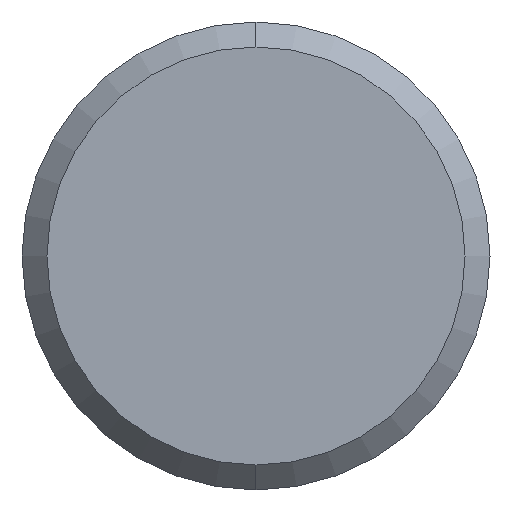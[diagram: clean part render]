
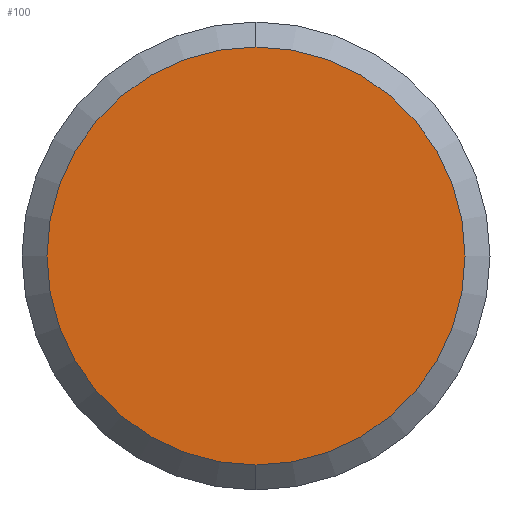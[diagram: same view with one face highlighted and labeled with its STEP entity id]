
A CAD part, left-side view. The second image highlights one B-rep face of the part: STEP entity #100.
In plain terms, the highlighted planar face has unit normal (-1, 0, 0).
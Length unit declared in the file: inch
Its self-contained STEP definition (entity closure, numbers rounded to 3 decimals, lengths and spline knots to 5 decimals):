
#11 = ORIENTED_EDGE ( 'NONE', *, *, #104, .T. ) ;
#35 = CARTESIAN_POINT ( 'NONE',  ( -9.625, 0., 0.08375 ) ) ;
#51 = DIRECTION ( 'NONE',  ( 0., 0., -1. ) ) ;
#72 = ORIENTED_EDGE ( 'NONE', *, *, #124, .T. ) ;
#97 = VERTEX_POINT ( 'NONE', #162 ) ;
#100 = ADVANCED_FACE ( 'NONE', ( #106 ), #175, .F. ) ;
#104 = EDGE_CURVE ( 'NONE', #97, #214, #211, .T. ) ;
#106 = FACE_OUTER_BOUND ( 'NONE', #229, .T. ) ;
#109 = DIRECTION ( 'NONE',  ( 0., 0., -1. ) ) ;
#111 = CARTESIAN_POINT ( 'NONE',  ( -9.625, 0., 0. ) ) ;
#113 = DIRECTION ( 'NONE',  ( -1., 0., 0. ) ) ;
#123 = AXIS2_PLACEMENT_3D ( 'NONE', #133, #248, #51 ) ;
#124 = EDGE_CURVE ( 'NONE', #214, #97, #190, .T. ) ;
#128 = DIRECTION ( 'NONE',  ( 0., 0., -1. ) ) ;
#133 = CARTESIAN_POINT ( 'NONE',  ( -9.625, 0., 0. ) ) ;
#162 = CARTESIAN_POINT ( 'NONE',  ( -9.625, 0., -0.08375 ) ) ;
#175 = PLANE ( 'NONE',  #123 ) ;
#190 = CIRCLE ( 'NONE', #237, 0.08375 ) ;
#210 = AXIS2_PLACEMENT_3D ( 'NONE', #241, #113, #128 ) ;
#211 = CIRCLE ( 'NONE', #210, 0.08375 ) ;
#214 = VERTEX_POINT ( 'NONE', #35 ) ;
#229 = EDGE_LOOP ( 'NONE', ( #11, #72 ) ) ;
#235 = DIRECTION ( 'NONE',  ( -1., 0., 0. ) ) ;
#237 = AXIS2_PLACEMENT_3D ( 'NONE', #111, #235, #109 ) ;
#241 = CARTESIAN_POINT ( 'NONE',  ( -9.625, 0., 0. ) ) ;
#248 = DIRECTION ( 'NONE',  ( 1., 0., 0. ) ) ;
